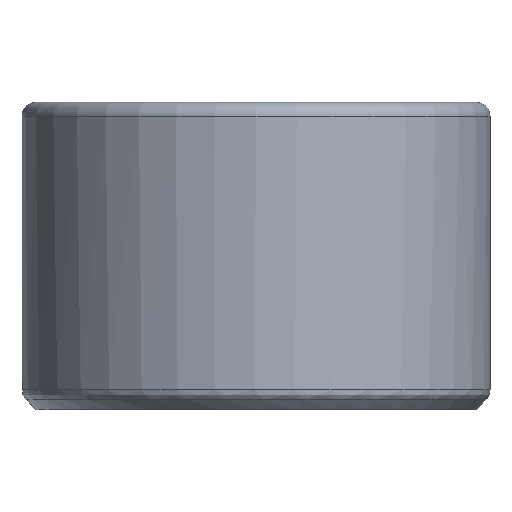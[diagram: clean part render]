
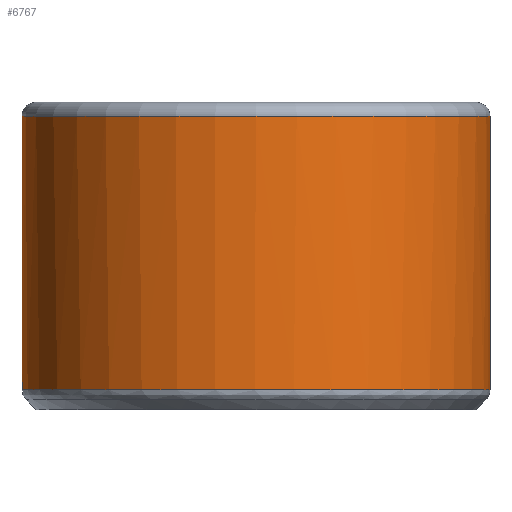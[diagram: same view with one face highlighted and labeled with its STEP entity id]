
A CAD part, front view. The second image highlights one B-rep face of the part: STEP entity #6767.
In plain terms, the highlighted cylindrical face has radius 16.75 mm (diameter 33.5 mm), a full revolution.
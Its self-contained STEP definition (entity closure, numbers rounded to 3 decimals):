
#6215 = TOROIDAL_SURFACE('',#6216,15.75,1.);
#6216 = AXIS2_PLACEMENT_3D('',#6217,#6218,#6219);
#6217 = CARTESIAN_POINT('',(0.,0.,21.));
#6218 = DIRECTION('',(0.,0.,1.));
#6219 = DIRECTION('',(1.,0.,-0.));
#6582 = VERTEX_POINT('',#6583);
#6583 = CARTESIAN_POINT('',(16.75,0.,21.));
#6603 = EDGE_CURVE('',#6582,#6582,#6604,.T.);
#6604 = SURFACE_CURVE('',#6605,(#6610,#6617),.PCURVE_S1.);
#6605 = CIRCLE('',#6606,16.75);
#6606 = AXIS2_PLACEMENT_3D('',#6607,#6608,#6609);
#6607 = CARTESIAN_POINT('',(0.,0.,21.));
#6608 = DIRECTION('',(0.,0.,1.));
#6609 = DIRECTION('',(1.,0.,-0.));
#6610 = PCURVE('',#6215,#6611);
#6611 = DEFINITIONAL_REPRESENTATION('',(#6612),#6616);
#6612 = LINE('',#6613,#6614);
#6613 = CARTESIAN_POINT('',(0.,0.));
#6614 = VECTOR('',#6615,1.);
#6615 = DIRECTION('',(1.,0.));
#6616 = ( GEOMETRIC_REPRESENTATION_CONTEXT(2) 
PARAMETRIC_REPRESENTATION_CONTEXT() REPRESENTATION_CONTEXT('2D SPACE',''
  ) );
#6617 = PCURVE('',#6618,#6623);
#6618 = CYLINDRICAL_SURFACE('',#6619,16.75);
#6619 = AXIS2_PLACEMENT_3D('',#6620,#6621,#6622);
#6620 = CARTESIAN_POINT('',(0.,0.,0.));
#6621 = DIRECTION('',(-0.,-0.,-1.));
#6622 = DIRECTION('',(1.,0.,0.));
#6623 = DEFINITIONAL_REPRESENTATION('',(#6624),#6628);
#6624 = LINE('',#6625,#6626);
#6625 = CARTESIAN_POINT('',(-0.,-21.));
#6626 = VECTOR('',#6627,1.);
#6627 = DIRECTION('',(-1.,0.));
#6628 = ( GEOMETRIC_REPRESENTATION_CONTEXT(2) 
PARAMETRIC_REPRESENTATION_CONTEXT() REPRESENTATION_CONTEXT('2D SPACE',''
  ) );
#6713 = ( BOUNDED_SURFACE() B_SPLINE_SURFACE(2,14,(
    (#6714,#6715,#6716,#6717,#6718,#6719,#6720,#6721,#6722,#6723,#6724
      ,#6725,#6726,#6727,#6728)
    ,(#6729,#6730,#6731,#6732,#6733,#6734,#6735,#6736,#6737,#6738,#6739
      ,#6740,#6741,#6742,#6743)
    ,(#6744,#6745,#6746,#6747,#6748,#6749,#6750,#6751,#6752,#6753,#6754
      ,#6755,#6756,#6757,#6758
)),.UNSPECIFIED.,.F.,.T.,.F.) B_SPLINE_SURFACE_WITH_KNOTS((3,3),(15,15),
  (0.,105.243),(0.,105.243),
.PIECEWISE_BEZIER_KNOTS.) GEOMETRIC_REPRESENTATION_ITEM() 
RATIONAL_B_SPLINE_SURFACE((
    (1.,1.,1.,1.,1.,1.
      ,1.,1.,1.,1.
      ,1.,1.,1.,1.,1.)
    ,(0.924,0.924,0.924,0.924
      ,0.924,0.924,0.924,0.924
      ,0.924,0.924,0.924,0.924
      ,0.924,0.924,0.924)
    ,(1.,1.,1.,1.,1.,1.
      ,1.,1.,1.,1.
,1.,1.,1.,1.,1.
))) REPRESENTATION_ITEM('') SURFACE() );
#6714 = CARTESIAN_POINT('',(16.75,0.,1.414));
#6715 = CARTESIAN_POINT('',(16.75,7.409,
    1.414));
#6716 = CARTESIAN_POINT('',(13.222,14.975,
    1.414));
#6717 = CARTESIAN_POINT('',(5.916,20.727,1.414)
  );
#6718 = CARTESIAN_POINT('',(-4.048,22.618,
    1.414));
#6719 = CARTESIAN_POINT('',(-14.37,18.875,
    1.414));
#6720 = CARTESIAN_POINT('',(-21.294,11.464,
    1.414));
#6721 = CARTESIAN_POINT('',(-25.674,0.,
    1.414));
#6722 = CARTESIAN_POINT('',(-21.294,-11.464,
    1.414));
#6723 = CARTESIAN_POINT('',(-14.37,-18.875,
    1.414));
#6724 = CARTESIAN_POINT('',(-4.048,-22.618,
    1.414));
#6725 = CARTESIAN_POINT('',(5.916,-20.727,1.414
    ));
#6726 = CARTESIAN_POINT('',(13.222,-14.975,
    1.414));
#6727 = CARTESIAN_POINT('',(16.75,-7.409,
    1.414));
#6728 = CARTESIAN_POINT('',(16.75,0.,1.414));
#6729 = CARTESIAN_POINT('',(16.75,0.,1.));
#6730 = CARTESIAN_POINT('',(16.75,7.409,1.));
#6731 = CARTESIAN_POINT('',(13.222,14.975,1.));
#6732 = CARTESIAN_POINT('',(5.916,20.727,1.));
#6733 = CARTESIAN_POINT('',(-4.048,22.618,
    1.));
#6734 = CARTESIAN_POINT('',(-14.37,18.875,
    1.));
#6735 = CARTESIAN_POINT('',(-21.294,11.464,
    1.));
#6736 = CARTESIAN_POINT('',(-25.674,0.,
    1.));
#6737 = CARTESIAN_POINT('',(-21.294,-11.464,1.));
#6738 = CARTESIAN_POINT('',(-14.37,-18.875,1.));
#6739 = CARTESIAN_POINT('',(-4.048,-22.618,1.));
#6740 = CARTESIAN_POINT('',(5.916,-20.727,1.));
#6741 = CARTESIAN_POINT('',(13.222,-14.975,1.));
#6742 = CARTESIAN_POINT('',(16.75,-7.409,1.));
#6743 = CARTESIAN_POINT('',(16.75,0.,1.));
#6744 = CARTESIAN_POINT('',(16.457,0.,0.707));
#6745 = CARTESIAN_POINT('',(16.457,7.279,0.707
    ));
#6746 = CARTESIAN_POINT('',(12.99,14.713,
    0.707));
#6747 = CARTESIAN_POINT('',(5.813,20.364,
    0.707));
#6748 = CARTESIAN_POINT('',(-3.977,22.222,
    0.707));
#6749 = CARTESIAN_POINT('',(-14.119,18.545,
    0.707));
#6750 = CARTESIAN_POINT('',(-20.922,11.264,
    0.707));
#6751 = CARTESIAN_POINT('',(-25.225,0.,
    0.707));
#6752 = CARTESIAN_POINT('',(-20.922,-11.264,
    0.707));
#6753 = CARTESIAN_POINT('',(-14.119,-18.545,
    0.707));
#6754 = CARTESIAN_POINT('',(-3.977,-22.222,
    0.707));
#6755 = CARTESIAN_POINT('',(5.813,-20.364,
    0.707));
#6756 = CARTESIAN_POINT('',(12.99,-14.713,
    0.707));
#6757 = CARTESIAN_POINT('',(16.457,-7.279,
    0.707));
#6758 = CARTESIAN_POINT('',(16.457,0.,
    0.707));
#6767 = ADVANCED_FACE('',(#6768),#6618,.T.);
#6768 = FACE_BOUND('',#6769,.F.);
#6769 = EDGE_LOOP('',(#6770,#6793,#6794,#6795));
#6770 = ORIENTED_EDGE('',*,*,#6771,.T.);
#6771 = EDGE_CURVE('',#6772,#6582,#6774,.T.);
#6772 = VERTEX_POINT('',#6773);
#6773 = CARTESIAN_POINT('',(16.75,0.,1.414));
#6774 = SEAM_CURVE('',#6775,(#6779,#6786),.PCURVE_S1.);
#6775 = LINE('',#6776,#6777);
#6776 = CARTESIAN_POINT('',(16.75,0.,0.));
#6777 = VECTOR('',#6778,1.);
#6778 = DIRECTION('',(0.,0.,1.));
#6779 = PCURVE('',#6618,#6780);
#6780 = DEFINITIONAL_REPRESENTATION('',(#6781),#6785);
#6781 = LINE('',#6782,#6783);
#6782 = CARTESIAN_POINT('',(-0.,0.));
#6783 = VECTOR('',#6784,1.);
#6784 = DIRECTION('',(-0.,-1.));
#6785 = ( GEOMETRIC_REPRESENTATION_CONTEXT(2) 
PARAMETRIC_REPRESENTATION_CONTEXT() REPRESENTATION_CONTEXT('2D SPACE',''
  ) );
#6786 = PCURVE('',#6618,#6787);
#6787 = DEFINITIONAL_REPRESENTATION('',(#6788),#6792);
#6788 = LINE('',#6789,#6790);
#6789 = CARTESIAN_POINT('',(-6.283,0.));
#6790 = VECTOR('',#6791,1.);
#6791 = DIRECTION('',(-0.,-1.));
#6792 = ( GEOMETRIC_REPRESENTATION_CONTEXT(2) 
PARAMETRIC_REPRESENTATION_CONTEXT() REPRESENTATION_CONTEXT('2D SPACE',''
  ) );
#6793 = ORIENTED_EDGE('',*,*,#6603,.T.);
#6794 = ORIENTED_EDGE('',*,*,#6771,.F.);
#6795 = ORIENTED_EDGE('',*,*,#6796,.F.);
#6796 = EDGE_CURVE('',#6772,#6772,#6797,.T.);
#6797 = SURFACE_CURVE('',#6798,(#6814,#6838),.PCURVE_S1.);
#6798 = ( BOUNDED_CURVE() B_SPLINE_CURVE(14,(#6799,#6800,#6801,#6802,
    #6803,#6804,#6805,#6806,#6807,#6808,#6809,#6810,#6811,#6812,#6813),
.UNSPECIFIED.,.T.,.F.) B_SPLINE_CURVE_WITH_KNOTS((15,15),(
0.,105.243),.PIECEWISE_BEZIER_KNOTS.) CURVE() 
GEOMETRIC_REPRESENTATION_ITEM() RATIONAL_B_SPLINE_CURVE((1.,1.,
    1.,1.,1.,1.,
    1.,1.,1.,1.,
1.,1.,1.,1.,1.)) REPRESENTATION_ITEM('') );
#6799 = CARTESIAN_POINT('',(16.75,0.,1.414));
#6800 = CARTESIAN_POINT('',(16.75,7.409,
    1.414));
#6801 = CARTESIAN_POINT('',(13.222,14.975,
    1.414));
#6802 = CARTESIAN_POINT('',(5.916,20.727,1.414)
  );
#6803 = CARTESIAN_POINT('',(-4.048,22.618,
    1.414));
#6804 = CARTESIAN_POINT('',(-14.37,18.875,
    1.414));
#6805 = CARTESIAN_POINT('',(-21.294,11.464,
    1.414));
#6806 = CARTESIAN_POINT('',(-25.674,0.,
    1.414));
#6807 = CARTESIAN_POINT('',(-21.294,-11.464,
    1.414));
#6808 = CARTESIAN_POINT('',(-14.37,-18.875,
    1.414));
#6809 = CARTESIAN_POINT('',(-4.048,-22.618,
    1.414));
#6810 = CARTESIAN_POINT('',(5.916,-20.727,1.414
    ));
#6811 = CARTESIAN_POINT('',(13.222,-14.975,
    1.414));
#6812 = CARTESIAN_POINT('',(16.75,-7.409,
    1.414));
#6813 = CARTESIAN_POINT('',(16.75,0.,1.414));
#6814 = PCURVE('',#6618,#6815);
#6815 = DEFINITIONAL_REPRESENTATION('',(#6816),#6837);
#6816 = B_SPLINE_CURVE_WITH_KNOTS('',10,(#6817,#6818,#6819,#6820,#6821,
    #6822,#6823,#6824,#6825,#6826,#6827,#6828,#6829,#6830,#6831,#6832,
    #6833,#6834,#6835,#6836),.UNSPECIFIED.,.F.,.F.,(11,9,11),(
    0.,52.622,105.243),.UNSPECIFIED.);
#6817 = CARTESIAN_POINT('',(0.,-1.414));
#6818 = CARTESIAN_POINT('',(-0.31,-1.414));
#6819 = CARTESIAN_POINT('',(-0.624,-1.414));
#6820 = CARTESIAN_POINT('',(-0.94,-1.414));
#6821 = CARTESIAN_POINT('',(-1.256,-1.414));
#6822 = CARTESIAN_POINT('',(-1.57,-1.414));
#6823 = CARTESIAN_POINT('',(-1.885,-1.414));
#6824 = CARTESIAN_POINT('',(-2.199,-1.414));
#6825 = CARTESIAN_POINT('',(-2.513,-1.414));
#6826 = CARTESIAN_POINT('',(-2.827,-1.414));
#6827 = CARTESIAN_POINT('',(-3.456,-1.414));
#6828 = CARTESIAN_POINT('',(-3.77,-1.414));
#6829 = CARTESIAN_POINT('',(-4.084,-1.414));
#6830 = CARTESIAN_POINT('',(-4.398,-1.414));
#6831 = CARTESIAN_POINT('',(-4.713,-1.414));
#6832 = CARTESIAN_POINT('',(-5.027,-1.414));
#6833 = CARTESIAN_POINT('',(-5.343,-1.414));
#6834 = CARTESIAN_POINT('',(-5.659,-1.414));
#6835 = CARTESIAN_POINT('',(-5.974,-1.414));
#6836 = CARTESIAN_POINT('',(-6.283,-1.414));
#6837 = ( GEOMETRIC_REPRESENTATION_CONTEXT(2) 
PARAMETRIC_REPRESENTATION_CONTEXT() REPRESENTATION_CONTEXT('2D SPACE',''
  ) );
#6838 = PCURVE('',#6713,#6839);
#6839 = DEFINITIONAL_REPRESENTATION('',(#6840),#6844);
#6840 = LINE('',#6841,#6842);
#6841 = CARTESIAN_POINT('',(0.,0.));
#6842 = VECTOR('',#6843,1.);
#6843 = DIRECTION('',(0.,1.));
#6844 = ( GEOMETRIC_REPRESENTATION_CONTEXT(2) 
PARAMETRIC_REPRESENTATION_CONTEXT() REPRESENTATION_CONTEXT('2D SPACE',''
  ) );
